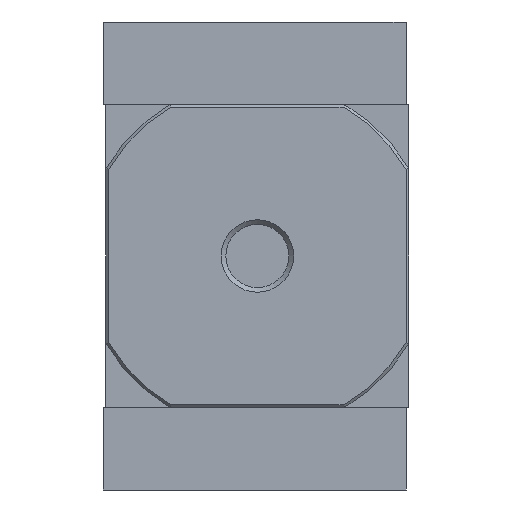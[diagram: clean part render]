
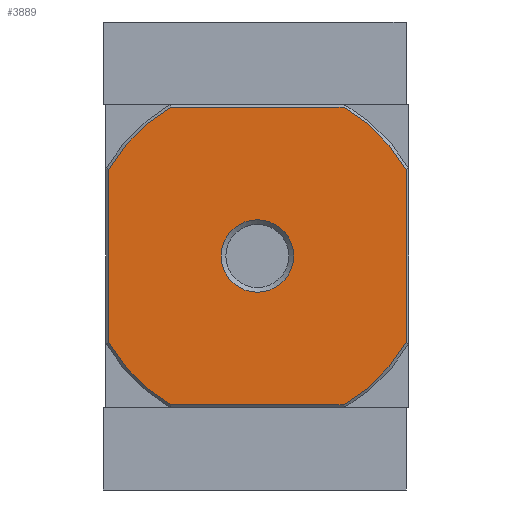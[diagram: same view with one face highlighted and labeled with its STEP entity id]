
A CAD part, front view. The second image highlights one B-rep face of the part: STEP entity #3889.
In plain terms, the highlighted planar face has unit normal (0, -1, 0).
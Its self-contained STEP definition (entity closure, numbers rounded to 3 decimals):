
#251=CIRCLE('',#4169,6.579);
#252=CIRCLE('',#4170,31.25);
#253=CIRCLE('',#4171,31.25);
#254=CIRCLE('',#4172,31.25);
#255=CIRCLE('',#4173,31.25);
#466=ORIENTED_EDGE('',*,*,#1362,.F.);
#467=ORIENTED_EDGE('',*,*,#1363,.T.);
#468=ORIENTED_EDGE('',*,*,#1364,.F.);
#469=ORIENTED_EDGE('',*,*,#1358,.T.);
#470=ORIENTED_EDGE('',*,*,#1365,.F.);
#471=ORIENTED_EDGE('',*,*,#1366,.F.);
#472=ORIENTED_EDGE('',*,*,#1367,.F.);
#473=ORIENTED_EDGE('',*,*,#1368,.F.);
#474=ORIENTED_EDGE('',*,*,#1369,.F.);
#1358=EDGE_CURVE('',#1806,#1807,#2124,.T.);
#1362=EDGE_CURVE('',#1810,#1810,#251,.T.);
#1363=EDGE_CURVE('',#1811,#1812,#2126,.T.);
#1364=EDGE_CURVE('',#1806,#1812,#252,.T.);
#1365=EDGE_CURVE('',#1813,#1807,#253,.T.);
#1366=EDGE_CURVE('',#1814,#1813,#2127,.T.);
#1367=EDGE_CURVE('',#1815,#1814,#254,.T.);
#1368=EDGE_CURVE('',#1816,#1815,#2128,.T.);
#1369=EDGE_CURVE('',#1811,#1816,#255,.T.);
#1806=VERTEX_POINT('',#5797);
#1807=VERTEX_POINT('',#5798);
#1810=VERTEX_POINT('',#5812);
#1811=VERTEX_POINT('',#5814);
#1812=VERTEX_POINT('',#5815);
#1813=VERTEX_POINT('',#5818);
#1814=VERTEX_POINT('',#5820);
#1815=VERTEX_POINT('',#5822);
#1816=VERTEX_POINT('',#5824);
#2124=LINE('',#5796,#2345);
#2126=LINE('',#5813,#2347);
#2127=LINE('',#5819,#2348);
#2128=LINE('',#5823,#2349);
#2345=VECTOR('',#4644,1000.);
#2347=VECTOR('',#4650,1000.);
#2348=VECTOR('',#4655,1000.);
#2349=VECTOR('',#4658,1000.);
#2567=EDGE_LOOP('',(#466));
#2568=EDGE_LOOP('',(#467,#468,#469,#470,#471,#472,#473,#474));
#2925=FACE_BOUND('',#2567,.T.);
#2926=FACE_BOUND('',#2568,.T.);
#3282=PLANE('',#4168);
#3889=ADVANCED_FACE('',(#2925,#2926),#3282,.F.);
#4168=AXIS2_PLACEMENT_3D('',#5810,#4646,#4647);
#4169=AXIS2_PLACEMENT_3D('',#5811,#4648,#4649);
#4170=AXIS2_PLACEMENT_3D('',#5816,#4651,#4652);
#4171=AXIS2_PLACEMENT_3D('',#5817,#4653,#4654);
#4172=AXIS2_PLACEMENT_3D('',#5821,#4656,#4657);
#4173=AXIS2_PLACEMENT_3D('',#5825,#4659,#4660);
#4644=DIRECTION('',(0.,0.,-1.));
#4646=DIRECTION('',(0.,1.,0.));
#4647=DIRECTION('',(0.,0.,1.));
#4648=DIRECTION('',(0.,-1.,0.));
#4649=DIRECTION('',(0.,0.,-1.));
#4650=DIRECTION('',(-1.,0.,0.));
#4651=DIRECTION('',(0.,1.,0.));
#4652=DIRECTION('',(-1.,0.,0.));
#4653=DIRECTION('',(0.,1.,0.));
#4654=DIRECTION('',(-1.,0.,0.));
#4655=DIRECTION('',(-1.,0.,0.));
#4656=DIRECTION('',(0.,1.,0.));
#4657=DIRECTION('',(-1.,0.,0.));
#4658=DIRECTION('',(0.,0.,-1.));
#4659=DIRECTION('',(0.,1.,0.));
#4660=DIRECTION('',(-1.,0.,0.));
#5796=CARTESIAN_POINT('',(-27.,-27.5,27.5));
#5797=CARTESIAN_POINT('',(-27.,-27.5,15.734));
#5798=CARTESIAN_POINT('',(-27.,-27.5,-15.734));
#5810=CARTESIAN_POINT('',(-27.,-27.5,27.5));
#5811=CARTESIAN_POINT('',(0.,-27.5,0.));
#5812=CARTESIAN_POINT('',(0.,-27.5,-6.579));
#5813=CARTESIAN_POINT('',(27.5,-27.5,27.));
#5814=CARTESIAN_POINT('',(15.734,-27.5,27.));
#5815=CARTESIAN_POINT('',(-15.734,-27.5,27.));
#5816=CARTESIAN_POINT('',(0.,-27.5,0.));
#5817=CARTESIAN_POINT('',(0.,-27.5,0.));
#5818=CARTESIAN_POINT('',(-15.734,-27.5,-27.));
#5819=CARTESIAN_POINT('',(27.5,-27.5,-27.));
#5820=CARTESIAN_POINT('',(15.734,-27.5,-27.));
#5821=CARTESIAN_POINT('',(0.,-27.5,0.));
#5822=CARTESIAN_POINT('',(27.,-27.5,-15.734));
#5823=CARTESIAN_POINT('',(27.,-27.5,27.5));
#5824=CARTESIAN_POINT('',(27.,-27.5,15.734));
#5825=CARTESIAN_POINT('',(0.,-27.5,0.));
